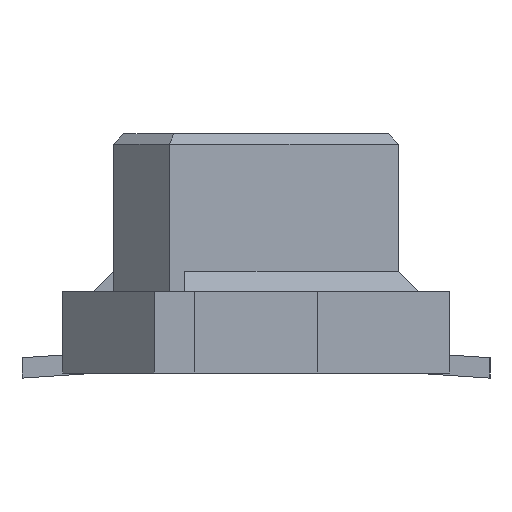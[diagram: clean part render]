
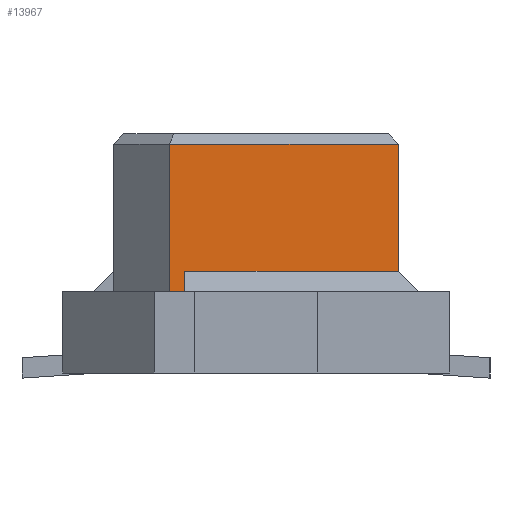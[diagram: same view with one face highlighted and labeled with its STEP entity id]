
A CAD part, left-side view. The second image highlights one B-rep face of the part: STEP entity #13967.
In plain terms, the highlighted planar face has unit normal (-1, 0, 0).
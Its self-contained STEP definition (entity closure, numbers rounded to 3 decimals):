
#13572 = VERTEX_POINT ( 'NONE', #30576 ) ;
#13634 = EDGE_CURVE ( 'NONE', #13572, #13635, #30656, .T. ) ;
#13635 = VERTEX_POINT ( 'NONE', #30652 ) ;
#13941 = ORIENTED_EDGE ( 'NONE', *, *, #13942, .F. ) ;
#13942 = EDGE_CURVE ( 'NONE', #13958, #13943, #30985, .T. ) ;
#13943 = VERTEX_POINT ( 'NONE', #31045 ) ;
#13944 = ORIENTED_EDGE ( 'NONE', *, *, #13956, .F. ) ;
#13945 = ORIENTED_EDGE ( 'NONE', *, *, #13946, .T. ) ;
#13946 = EDGE_CURVE ( 'NONE', #13957, #13947, #31044, .T. ) ;
#13947 = VERTEX_POINT ( 'NONE', #31040 ) ;
#13948 = ORIENTED_EDGE ( 'NONE', *, *, #13949, .T. ) ;
#13949 = EDGE_CURVE ( 'NONE', #13947, #13635, #31039, .T. ) ;
#13950 = ORIENTED_EDGE ( 'NONE', *, *, #13634, .F. ) ;
#13951 = ORIENTED_EDGE ( 'NONE', *, *, #13952, .T. ) ;
#13952 = EDGE_CURVE ( 'NONE', #13572, #13943, #31035, .T. ) ;
#13956 = EDGE_CURVE ( 'NONE', #13957, #13958, #31019, .T. ) ;
#13957 = VERTEX_POINT ( 'NONE', #31015 ) ;
#13958 = VERTEX_POINT ( 'NONE', #31014 ) ;
#13967 = ADVANCED_FACE ( 'NONE', ( #31066 ), #31065, .T. ) ;
#13968 = EDGE_LOOP ( 'NONE', ( #13941, #13944, #13945, #13948, #13950, #13951 ) ) ;
#30576 = CARTESIAN_POINT ( 'NONE',  ( -5.8, 0.7, 0.85 ) ) ;
#30652 = CARTESIAN_POINT ( 'NONE',  ( -5.8, 0.85, 0.85 ) ) ;
#30653 = DIRECTION ( 'NONE',  ( 0., 1., 0. ) ) ;
#30654 = VECTOR ( 'NONE', #30653, 1000. ) ;
#30655 = CARTESIAN_POINT ( 'NONE',  ( -5.8, -1.4, 0.85 ) ) ;
#30656 = LINE ( 'NONE', #30655, #30654 ) ;
#30982 = DIRECTION ( 'NONE',  ( 0., 1., 0. ) ) ;
#30983 = VECTOR ( 'NONE', #30982, 1000. ) ;
#30984 = CARTESIAN_POINT ( 'NONE',  ( -5.8, -1.4, 1.05 ) ) ;
#30985 = LINE ( 'NONE', #30984, #30983 ) ;
#31014 = CARTESIAN_POINT ( 'NONE',  ( -5.8, -1.4, 1.05 ) ) ;
#31015 = CARTESIAN_POINT ( 'NONE',  ( -5.8, -1.4, 2.3 ) ) ;
#31016 = DIRECTION ( 'NONE',  ( 0., 0., -1. ) ) ;
#31017 = VECTOR ( 'NONE', #31016, 1000. ) ;
#31018 = CARTESIAN_POINT ( 'NONE',  ( -5.8, -1.4, 2.4 ) ) ;
#31019 = LINE ( 'NONE', #31018, #31017 ) ;
#31032 = DIRECTION ( 'NONE',  ( 0., 0., 1. ) ) ;
#31033 = VECTOR ( 'NONE', #31032, 1000. ) ;
#31034 = CARTESIAN_POINT ( 'NONE',  ( -5.8, 0.7, 0.85 ) ) ;
#31035 = LINE ( 'NONE', #31034, #31033 ) ;
#31036 = DIRECTION ( 'NONE',  ( 0., 0., -1. ) ) ;
#31037 = VECTOR ( 'NONE', #31036, 1000. ) ;
#31038 = CARTESIAN_POINT ( 'NONE',  ( -5.8, 0.85, 2.4 ) ) ;
#31039 = LINE ( 'NONE', #31038, #31037 ) ;
#31040 = CARTESIAN_POINT ( 'NONE',  ( -5.8, 0.85, 2.3 ) ) ;
#31041 = DIRECTION ( 'NONE',  ( 0., 1., 0. ) ) ;
#31042 = VECTOR ( 'NONE', #31041, 1000. ) ;
#31043 = CARTESIAN_POINT ( 'NONE',  ( -5.8, 0.85, 2.3 ) ) ;
#31044 = LINE ( 'NONE', #31043, #31042 ) ;
#31045 = CARTESIAN_POINT ( 'NONE',  ( -5.8, 0.7, 1.05 ) ) ;
#31061 = DIRECTION ( 'NONE',  ( 0., -1., 0. ) ) ;
#31062 = DIRECTION ( 'NONE',  ( -1., 0., 0. ) ) ;
#31063 = CARTESIAN_POINT ( 'NONE',  ( -5.8, -1.4, 2.4 ) ) ;
#31064 = AXIS2_PLACEMENT_3D ( 'NONE', #31063, #31062, #31061 ) ;
#31065 = PLANE ( 'NONE',  #31064 ) ;
#31066 = FACE_OUTER_BOUND ( 'NONE', #13968, .T. ) ;
